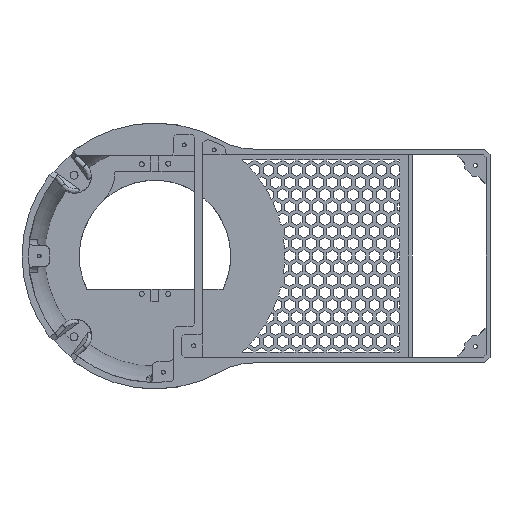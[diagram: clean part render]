
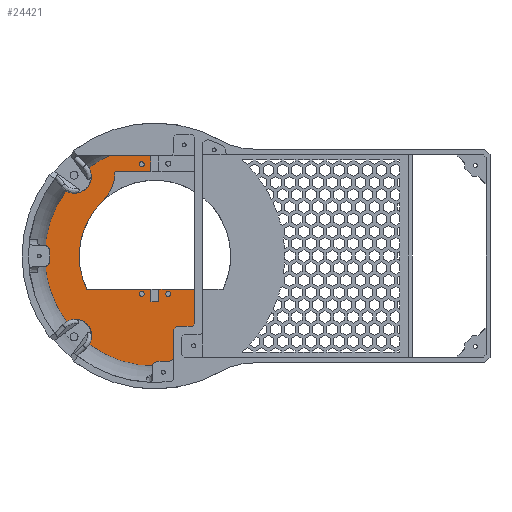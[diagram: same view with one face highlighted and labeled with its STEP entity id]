
A CAD part, front view. The second image highlights one B-rep face of the part: STEP entity #24421.
In plain terms, the highlighted planar face has unit normal (0, -1, 0).
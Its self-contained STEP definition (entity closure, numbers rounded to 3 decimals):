
#199=FACE_BOUND('',#2110,.T.);
#200=FACE_BOUND('',#2111,.T.);
#201=FACE_BOUND('',#2112,.T.);
#563=CIRCLE('',#25632,6.25);
#567=CIRCLE('',#25642,6.25);
#601=CIRCLE('',#25689,15.5);
#602=CIRCLE('',#25690,41.469);
#603=CIRCLE('',#25691,41.469);
#604=CIRCLE('',#25692,41.469);
#605=CIRCLE('',#25693,28.5);
#606=CIRCLE('',#25694,0.95);
#607=CIRCLE('',#25695,0.95);
#608=CIRCLE('',#25696,0.95);
#727=FACE_OUTER_BOUND('',#2109,.T.);
#2109=EDGE_LOOP('',(#17315,#17316,#17317,#17318,#17319,#17320,#17321,#17322,
#17323,#17324,#17325,#17326,#17327,#17328,#17329,#17330,#17331,#17332,#17333,
#17334,#17335));
#2110=EDGE_LOOP('',(#17336));
#2111=EDGE_LOOP('',(#17337));
#2112=EDGE_LOOP('',(#17338));
#4557=LINE('',#35700,#7908);
#4558=LINE('',#35702,#7909);
#4559=LINE('',#35704,#7910);
#4560=LINE('',#35706,#7911);
#4561=LINE('',#35712,#7912);
#4562=LINE('',#35714,#7913);
#4563=LINE('',#35716,#7914);
#4564=LINE('',#35718,#7915);
#4565=LINE('',#35720,#7916);
#4566=LINE('',#35722,#7917);
#4567=LINE('',#35724,#7918);
#4568=LINE('',#35726,#7919);
#4569=LINE('',#35728,#7920);
#4570=LINE('',#35730,#7921);
#7908=VECTOR('',#28176,10.);
#7909=VECTOR('',#28177,10.);
#7910=VECTOR('',#28178,10.);
#7911=VECTOR('',#28179,10.);
#7912=VECTOR('',#28186,10.);
#7913=VECTOR('',#28187,10.);
#7914=VECTOR('',#28188,10.);
#7915=VECTOR('',#28189,10.);
#7916=VECTOR('',#28190,10.);
#7917=VECTOR('',#28191,10.);
#7918=VECTOR('',#28192,10.);
#7919=VECTOR('',#28193,10.);
#7920=VECTOR('',#28194,10.);
#7921=VECTOR('',#28195,10.);
#10238=VERTEX_POINT('',#33243);
#10239=VERTEX_POINT('',#33254);
#10250=VERTEX_POINT('',#33367);
#10251=VERTEX_POINT('',#33374);
#11312=VERTEX_POINT('',#35696);
#11313=VERTEX_POINT('',#35697);
#11314=VERTEX_POINT('',#35699);
#11315=VERTEX_POINT('',#35701);
#11316=VERTEX_POINT('',#35703);
#11317=VERTEX_POINT('',#35705);
#11318=VERTEX_POINT('',#35709);
#11319=VERTEX_POINT('',#35711);
#11320=VERTEX_POINT('',#35713);
#11321=VERTEX_POINT('',#35715);
#11322=VERTEX_POINT('',#35717);
#11323=VERTEX_POINT('',#35719);
#11324=VERTEX_POINT('',#35721);
#11325=VERTEX_POINT('',#35723);
#11326=VERTEX_POINT('',#35725);
#11327=VERTEX_POINT('',#35727);
#11328=VERTEX_POINT('',#35729);
#11329=VERTEX_POINT('',#35732);
#11330=VERTEX_POINT('',#35734);
#11331=VERTEX_POINT('',#35736);
#12621=EDGE_CURVE('',#10239,#10238,#563,.T.);
#12637=EDGE_CURVE('',#10251,#10250,#567,.T.);
#13711=EDGE_CURVE('',#11312,#11313,#601,.T.);
#13712=EDGE_CURVE('',#11314,#11312,#4557,.T.);
#13713=EDGE_CURVE('',#11315,#11314,#4558,.T.);
#13714=EDGE_CURVE('',#11316,#11315,#4559,.T.);
#13715=EDGE_CURVE('',#11317,#11316,#4560,.T.);
#13716=EDGE_CURVE('',#10251,#11317,#602,.T.);
#13717=EDGE_CURVE('',#10239,#10250,#603,.T.);
#13718=EDGE_CURVE('',#11318,#10238,#604,.T.);
#13719=EDGE_CURVE('',#11319,#11318,#4561,.T.);
#13720=EDGE_CURVE('',#11320,#11319,#4562,.F.);
#13721=EDGE_CURVE('',#11321,#11320,#4563,.T.);
#13722=EDGE_CURVE('',#11321,#11322,#4564,.T.);
#13723=EDGE_CURVE('',#11323,#11322,#4565,.T.);
#13724=EDGE_CURVE('',#11323,#11324,#4566,.T.);
#13725=EDGE_CURVE('',#11325,#11324,#4567,.T.);
#13726=EDGE_CURVE('',#11326,#11325,#4568,.T.);
#13727=EDGE_CURVE('',#11327,#11326,#4569,.T.);
#13728=EDGE_CURVE('',#11327,#11328,#4570,.T.);
#13729=EDGE_CURVE('',#11313,#11328,#605,.T.);
#13730=EDGE_CURVE('',#11329,#11329,#606,.T.);
#13731=EDGE_CURVE('',#11330,#11330,#607,.T.);
#13732=EDGE_CURVE('',#11331,#11331,#608,.T.);
#17315=ORIENTED_EDGE('',*,*,#13711,.F.);
#17316=ORIENTED_EDGE('',*,*,#13712,.F.);
#17317=ORIENTED_EDGE('',*,*,#13713,.F.);
#17318=ORIENTED_EDGE('',*,*,#13714,.F.);
#17319=ORIENTED_EDGE('',*,*,#13715,.F.);
#17320=ORIENTED_EDGE('',*,*,#13716,.F.);
#17321=ORIENTED_EDGE('',*,*,#12637,.T.);
#17322=ORIENTED_EDGE('',*,*,#13717,.F.);
#17323=ORIENTED_EDGE('',*,*,#12621,.T.);
#17324=ORIENTED_EDGE('',*,*,#13718,.F.);
#17325=ORIENTED_EDGE('',*,*,#13719,.F.);
#17326=ORIENTED_EDGE('',*,*,#13720,.F.);
#17327=ORIENTED_EDGE('',*,*,#13721,.F.);
#17328=ORIENTED_EDGE('',*,*,#13722,.T.);
#17329=ORIENTED_EDGE('',*,*,#13723,.F.);
#17330=ORIENTED_EDGE('',*,*,#13724,.T.);
#17331=ORIENTED_EDGE('',*,*,#13725,.F.);
#17332=ORIENTED_EDGE('',*,*,#13726,.F.);
#17333=ORIENTED_EDGE('',*,*,#13727,.F.);
#17334=ORIENTED_EDGE('',*,*,#13728,.T.);
#17335=ORIENTED_EDGE('',*,*,#13729,.F.);
#17336=ORIENTED_EDGE('',*,*,#13730,.T.);
#17337=ORIENTED_EDGE('',*,*,#13731,.T.);
#17338=ORIENTED_EDGE('',*,*,#13732,.T.);
#23285=PLANE('',#25688);
#24421=ADVANCED_FACE('',(#727,#199,#200,#201),#23285,.T.);
#25632=AXIS2_PLACEMENT_3D('',#33255,#27036,#27037);
#25642=AXIS2_PLACEMENT_3D('',#33375,#27060,#27061);
#25688=AXIS2_PLACEMENT_3D('',#35695,#28172,#28173);
#25689=AXIS2_PLACEMENT_3D('',#35698,#28174,#28175);
#25690=AXIS2_PLACEMENT_3D('',#35707,#28180,#28181);
#25691=AXIS2_PLACEMENT_3D('',#35708,#28182,#28183);
#25692=AXIS2_PLACEMENT_3D('',#35710,#28184,#28185);
#25693=AXIS2_PLACEMENT_3D('',#35731,#28196,#28197);
#25694=AXIS2_PLACEMENT_3D('',#35733,#28198,#28199);
#25695=AXIS2_PLACEMENT_3D('',#35735,#28200,#28201);
#25696=AXIS2_PLACEMENT_3D('',#35737,#28202,#28203);
#27036=DIRECTION('center_axis',(0.,1.,0.));
#27037=DIRECTION('ref_axis',(1.,0.,0.));
#27060=DIRECTION('center_axis',(0.,1.,0.));
#27061=DIRECTION('ref_axis',(1.,0.,0.));
#28172=DIRECTION('center_axis',(0.,-1.,0.));
#28173=DIRECTION('ref_axis',(-1.,0.,0.));
#28174=DIRECTION('center_axis',(0.,1.,0.));
#28175=DIRECTION('ref_axis',(0.92,0.,-0.392));
#28176=DIRECTION('',(0.,0.,-1.));
#28177=DIRECTION('',(-1.,0.,0.));
#28178=DIRECTION('',(0.,0.,-1.));
#28179=DIRECTION('',(1.,0.,0.));
#28180=DIRECTION('center_axis',(0.,1.,0.));
#28181=DIRECTION('ref_axis',(1.,0.,0.));
#28182=DIRECTION('center_axis',(0.,1.,0.));
#28183=DIRECTION('ref_axis',(0.,0.,-1.));
#28184=DIRECTION('center_axis',(0.,1.,0.));
#28185=DIRECTION('ref_axis',(0.,0.,-1.));
#28186=DIRECTION('',(0.,0.,-1.));
#28187=DIRECTION('',(0.707,0.,0.707));
#28188=DIRECTION('',(-1.,0.,0.));
#28189=DIRECTION('',(0.707,0.,0.707));
#28190=DIRECTION('',(0.,0.,-1.));
#28191=DIRECTION('',(-1.,0.,0.));
#28192=DIRECTION('',(0.,0.,1.));
#28193=DIRECTION('',(1.,0.,0.));
#28194=DIRECTION('',(0.,0.,-1.));
#28195=DIRECTION('',(-1.,0.,0.));
#28196=DIRECTION('center_axis',(0.,-1.,0.));
#28197=DIRECTION('ref_axis',(-1.,0.,0.));
#28198=DIRECTION('center_axis',(0.,1.,0.));
#28199=DIRECTION('ref_axis',(1.,0.,0.));
#28200=DIRECTION('center_axis',(0.,1.,0.));
#28201=DIRECTION('ref_axis',(1.,0.,0.));
#28202=DIRECTION('center_axis',(0.,1.,0.));
#28203=DIRECTION('ref_axis',(1.,0.,0.));
#33243=CARTESIAN_POINT('',(-214.834,-43.,-215.801));
#33254=CARTESIAN_POINT('',(-223.422,-43.,-207.213));
#33255=CARTESIAN_POINT('Origin',(-220.173,-43.,-212.551));
#33367=CARTESIAN_POINT('',(-223.564,-43.,-157.98));
#33374=CARTESIAN_POINT('',(-215.026,-43.,-149.342));
#33375=CARTESIAN_POINT('Origin',(-220.346,-43.,-152.622));
#35695=CARTESIAN_POINT('Origin',(-190.121,-43.,-196.75));
#35696=CARTESIAN_POINT('',(-205.121,-43.,-150.786));
#35697=CARTESIAN_POINT('',(-209.877,-43.,-161.958));
#35698=CARTESIAN_POINT('Origin',(-220.621,-43.,-150.786));
#35699=CARTESIAN_POINT('',(-205.121,-43.,-150.75));
#35700=CARTESIAN_POINT('',(-205.121,-43.,-164.263));
#35701=CARTESIAN_POINT('',(-191.621,-43.,-150.75));
#35702=CARTESIAN_POINT('',(-197.621,-43.,-150.75));
#35703=CARTESIAN_POINT('',(-191.621,-43.,-144.75));
#35704=CARTESIAN_POINT('',(-191.621,-43.,-173.75));
#35705=CARTESIAN_POINT('',(-207.285,-43.,-144.75));
#35706=CARTESIAN_POINT('',(-182.621,-43.,-144.75));
#35707=CARTESIAN_POINT('Origin',(-190.121,-43.,-182.5));
#35708=CARTESIAN_POINT('Origin',(-190.121,-43.,-182.5));
#35709=CARTESIAN_POINT('',(-183.,-43.,-223.353));
#35710=CARTESIAN_POINT('Origin',(-190.121,-43.,-182.5));
#35711=CARTESIAN_POINT('',(-183.,-43.,-210.));
#35712=CARTESIAN_POINT('',(-183.,-43.,-229.567));
#35713=CARTESIAN_POINT('',(-182.,-43.,-209.));
#35714=CARTESIAN_POINT('',(-181.218,-43.,-208.218));
#35715=CARTESIAN_POINT('',(-176.121,-43.,-209.));
#35716=CARTESIAN_POINT('',(-183.,-43.,-209.));
#35717=CARTESIAN_POINT('',(-175.121,-43.,-208.));
#35718=CARTESIAN_POINT('',(-176.309,-43.,-209.188));
#35719=CARTESIAN_POINT('',(-175.121,-43.,-195.));
#35720=CARTESIAN_POINT('',(-175.121,-43.,-209.));
#35721=CARTESIAN_POINT('',(-188.621,-43.,-195.));
#35722=CARTESIAN_POINT('',(-202.928,-43.,-195.));
#35723=CARTESIAN_POINT('',(-188.621,-43.,-199.75));
#35724=CARTESIAN_POINT('',(-188.621,-43.,-170.75));
#35725=CARTESIAN_POINT('',(-191.621,-43.,-199.75));
#35726=CARTESIAN_POINT('',(-204.239,-43.,-199.75));
#35727=CARTESIAN_POINT('',(-191.621,-43.,-195.));
#35728=CARTESIAN_POINT('',(-191.621,-43.,-198.25));
#35729=CARTESIAN_POINT('',(-215.734,-43.,-195.));
#35730=CARTESIAN_POINT('',(-202.928,-43.,-195.));
#35731=CARTESIAN_POINT('Origin',(-190.121,-43.,-182.5));
#35732=CARTESIAN_POINT('',(-196.071,-43.,-196.75));
#35733=CARTESIAN_POINT('Origin',(-195.121,-43.,-196.75));
#35734=CARTESIAN_POINT('',(-186.071,-43.,-196.75));
#35735=CARTESIAN_POINT('Origin',(-185.121,-43.,-196.75));
#35736=CARTESIAN_POINT('',(-196.071,-43.,-148.03));
#35737=CARTESIAN_POINT('Origin',(-195.121,-43.,-148.03));
